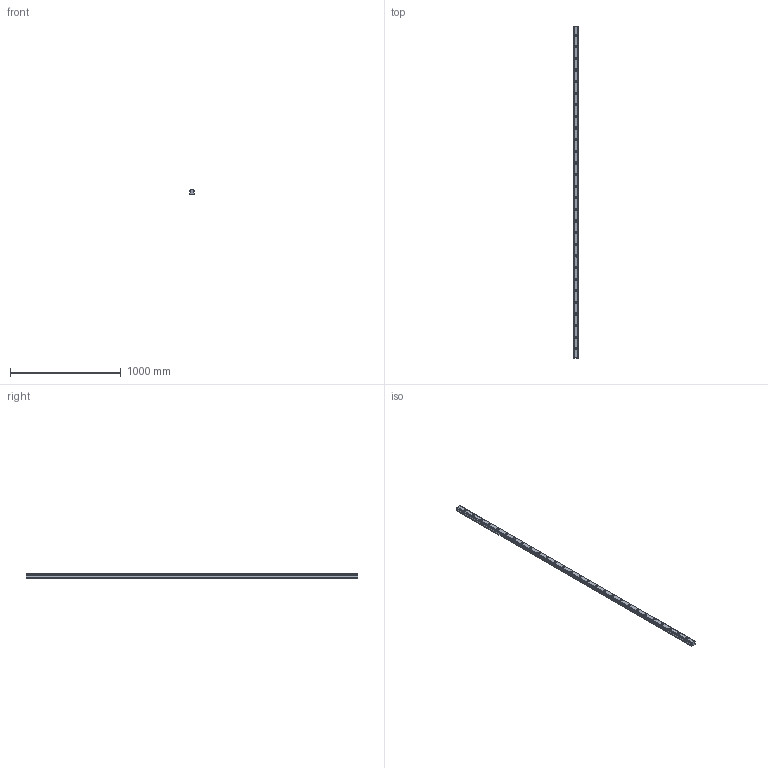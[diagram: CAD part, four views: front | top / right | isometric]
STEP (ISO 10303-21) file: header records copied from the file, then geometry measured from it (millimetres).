
FILE_DESCRIPTION(/* description */ (''),/* implementation_level */ '2;1');
FILE_NAME(/* name */ 'R100-NTRH45L-001.stp',/* time_stamp */ '2018-04-05T09:36:23+02:00',/* author */ ('JvDrunen'),/* organization */ (''),/* preprocessor_version */ 'ST-DEVELOPER v16.5',/* originating_system */ 'Autodesk Inventor 2017',/* authorisation */ '');
FILE_SCHEMA (('AUTOMOTIVE_DESIGN { 1 0 10303 214 3 1 1 }'));
Length unit declared in the file: millimetre
Products named in the file (1): Q100089
Bounding box: 45 x 3000 x 38 mm (x, y, z)
Volume: 4286563 mm3; surface area: 566790.1 mm2
Topology: 1 solids, 1 shells, 104 faces, 222 edges, 148 vertices
Faces by surface type: cylinder 60, plane 44
Full cylindrical faces by diameter (mm): 14 x28, 20 x28
Entity records: 2728 total; most frequent: DIRECTION 496, CARTESIAN_POINT 419, ORIENTED_EDGE 332, EDGE_LOOP 244, AXIS2_PLACEMENT_3D 225, EDGE_CURVE 166, VERTEX_POINT 148, FACE_BOUND 140
